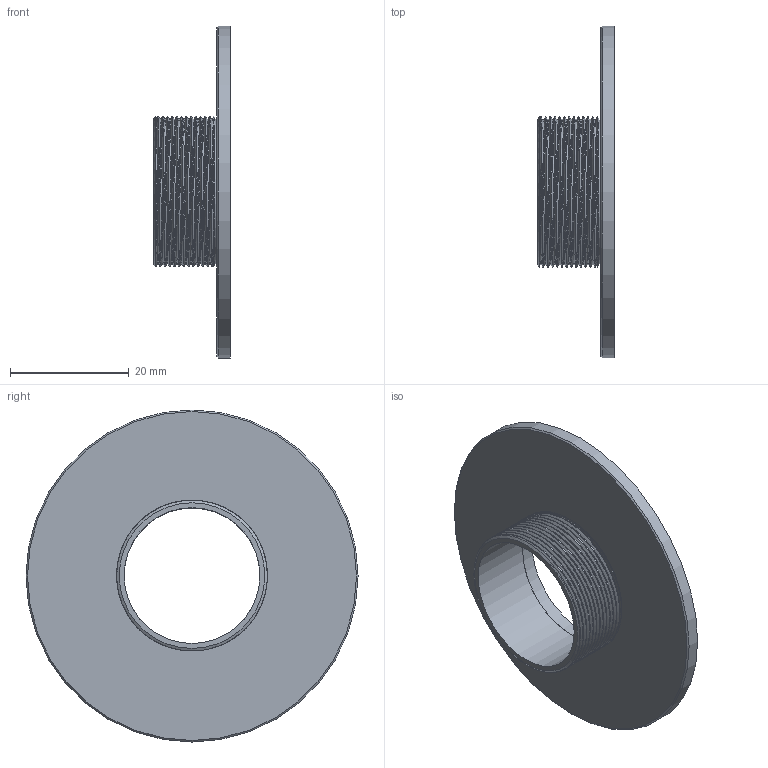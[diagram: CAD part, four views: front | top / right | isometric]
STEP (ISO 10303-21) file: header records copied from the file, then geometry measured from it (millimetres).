
FILE_DESCRIPTION(/* description */ (''),/* implementation_level */ '2;1');
FILE_NAME(/* name */ 'C mount Mirror Cover.step',/* time_stamp */ '2025-11-06T16:31:47Z',/* author */ (''),/* organization */ (''),/* preprocessor_version */ 'ST-DEVELOPER v20.1',/* originating_system */ 'Autodesk Translation Framework v14.17.0.0',/* authorisation */ '');
FILE_SCHEMA (('AUTOMOTIVE_DESIGN { 1 0 10303 214 3 1 1 }'));
Length unit declared in the file: inch
Products named in the file (1): C mount Mirror Cover
Bounding box: 12.89 x 55.88 x 55.88 mm (x, y, z)
Volume: 5466.4 mm3; surface area: 6785.8 mm2
Topology: 1 solids, 1 shells, 44 faces, 115 edges, 75 vertices
Faces by surface type: cylinder 31, plane 8, cone 3, bspline 2
Full cylindrical faces by diameter (mm): 22.86 x2, 24.384 x1, 24.514 x11, 25.372 x12, 55.88 x1
Entity records: 4273 total; most frequent: CARTESIAN_POINT 3211, ORIENTED_EDGE 230, DIRECTION 166, EDGE_CURVE 115, VERTEX_POINT 75, AXIS2_PLACEMENT_3D 66, B_SPLINE_CURVE_WITH_KNOTS 58, EDGE_LOOP 48
